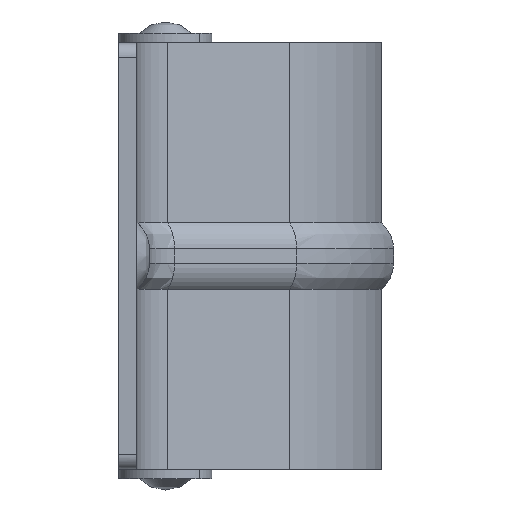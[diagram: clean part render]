
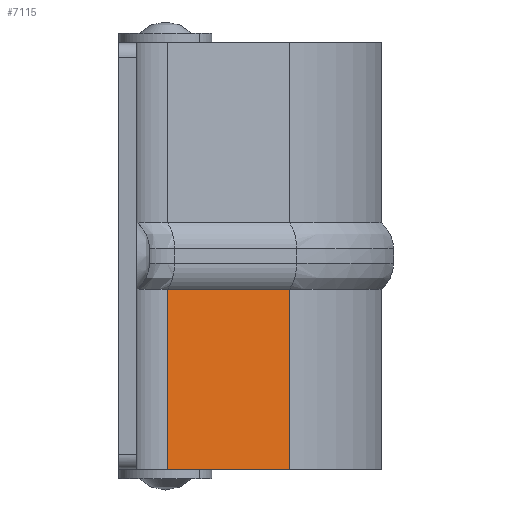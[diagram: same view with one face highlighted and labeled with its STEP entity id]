
A CAD part, left-side view. The second image highlights one B-rep face of the part: STEP entity #7115.
In plain terms, the highlighted free-form (B-spline) face has degree [1, 1] with [2, 2] control points.
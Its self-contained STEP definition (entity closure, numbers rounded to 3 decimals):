
#6692=CARTESIAN_POINT('',(-18.897,-13.111,19.0));
#6693=VERTEX_POINT('',#6692);
#6771=CARTESIAN_POINT('',(-27.838,-0.225,19.0));
#6772=VERTEX_POINT('',#6771);
#6783=CARTESIAN_POINT('',(-18.897,-13.111,19.0));
#6784=CARTESIAN_POINT('',(-27.838,-0.225,19.0));
#6785=QUASI_UNIFORM_CURVE('',1,(#6783,#6784),.UNSPECIFIED.,.F.,.U.);
#6786=EDGE_CURVE('',#6693,#6772,#6785,.T.);
#7065=CARTESIAN_POINT('',(-27.838,-0.225,0.0));
#7066=VERTEX_POINT('',#7065);
#7067=CARTESIAN_POINT('',(-27.838,-0.225,19.0));
#7068=CARTESIAN_POINT('',(-27.838,-0.225,0.0));
#7069=QUASI_UNIFORM_CURVE('',1,(#7067,#7068),.UNSPECIFIED.,.F.,.U.);
#7070=EDGE_CURVE('',#6772,#7066,#7069,.T.);
#7094=CARTESIAN_POINT('',(-28.285,0.419,-0.949));
#7095=CARTESIAN_POINT('',(-18.45,-13.755,-0.949));
#7096=CARTESIAN_POINT('',(-28.285,0.419,19.949));
#7097=CARTESIAN_POINT('',(-18.45,-13.755,19.949));
#7098=B_SPLINE_SURFACE_WITH_KNOTS('',1,1,((#7094,#7096),(#7095,#7097)),.UNSPECIFIED.,.F.,.F.,.U.,(2,2),(2,2),(0.0,17.251),(0.0,20.898),.UNSPECIFIED.);
#7099=ORIENTED_EDGE('',*,*,#6786,.T.);
#7100=ORIENTED_EDGE('',*,*,#7070,.T.);
#7101=CARTESIAN_POINT('',(-18.897,-13.111,0.0));
#7102=VERTEX_POINT('',#7101);
#7103=CARTESIAN_POINT('',(-18.897,-13.111,0.0));
#7104=CARTESIAN_POINT('',(-27.838,-0.225,0.0));
#7105=QUASI_UNIFORM_CURVE('',1,(#7103,#7104),.UNSPECIFIED.,.F.,.U.);
#7106=EDGE_CURVE('',#7102,#7066,#7105,.T.);
#7107=ORIENTED_EDGE('',*,*,#7106,.F.);
#7108=CARTESIAN_POINT('',(-18.897,-13.111,19.0));
#7109=CARTESIAN_POINT('',(-18.897,-13.111,0.0));
#7110=QUASI_UNIFORM_CURVE('',1,(#7108,#7109),.UNSPECIFIED.,.F.,.U.);
#7111=EDGE_CURVE('',#6693,#7102,#7110,.T.);
#7112=ORIENTED_EDGE('',*,*,#7111,.F.);
#7113=EDGE_LOOP('',(#7099,#7100,#7107,#7112));
#7114=FACE_OUTER_BOUND('',#7113,.T.);
#7115=ADVANCED_FACE('',(#7114),#7098,.T.);
